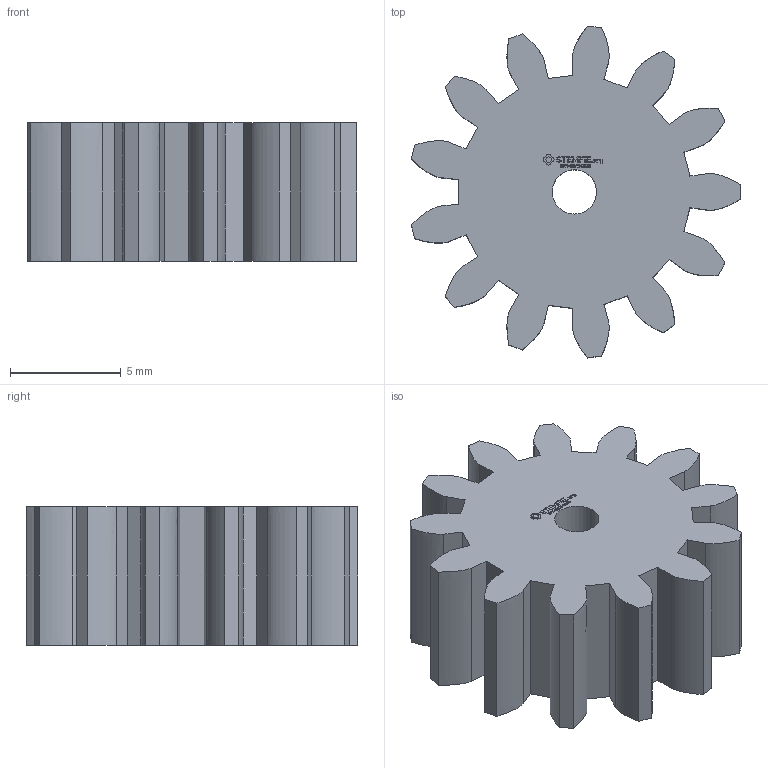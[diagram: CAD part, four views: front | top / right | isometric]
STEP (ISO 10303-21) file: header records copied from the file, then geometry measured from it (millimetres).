
FILE_DESCRIPTION(('FreeCAD Model'),'2;1');
FILE_NAME('Open CASCADE Shape Model','2024-03-09T17:12:18',(''),(''), 'Open CASCADE STEP processor 7.6','FreeCAD','Unknown');
FILE_SCHEMA(('AUTOMOTIVE_DESIGN { 1 0 10303 214 1 1 1 1 }'));
Length unit declared in the file: millimetre
Products named in the file (1): Gear Wheel PLN TTH13 BU00.50 SFT2.0mm - SPN-GWH-0030 (stemfie.org)
Bounding box: 14.84 x 14.95 x 6.25 mm (x, y, z)
Volume: 774.4 mm3; surface area: 821.2 mm2
Topology: 1 solids, 1 shells, 562 faces, 1587 edges, 1058 vertices
Faces by surface type: plane 313, extrusion 248, cylinder 1
Full cylindrical faces by diameter (mm): 2 x1
Entity records: 41793 total; most frequent: CARTESIAN_POINT 11092, DIRECTION 4649, VECTOR 4013, LINE 3765, ORIENTED_EDGE 3174, PCURVE 3174, DEFINITIONAL_REPRESENTATION 3174, EDGE_CURVE 1587
